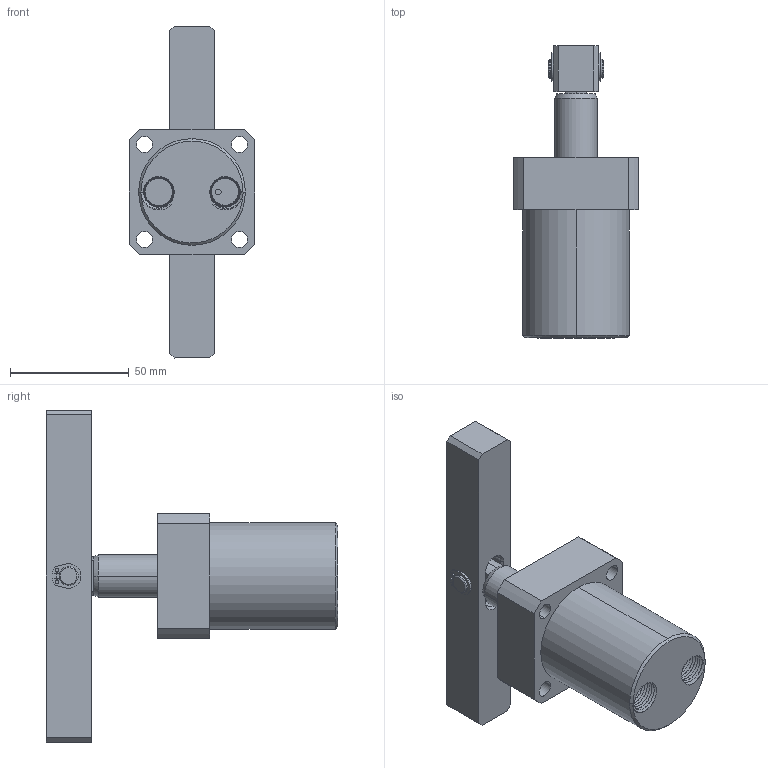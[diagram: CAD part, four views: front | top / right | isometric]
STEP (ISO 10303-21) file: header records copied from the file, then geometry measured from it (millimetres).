
FILE_DESCRIPTION (( 'STEP AP214' ), '1' );
FILE_NAME ('chs-fa25d_asm.STEP', '2019-05-16T10:38:29', ( '' ), ( '' ), 'SwSTEP 2.0', 'SolidWorks 2016', '' );
FILE_SCHEMA (( 'AUTOMOTIVE_DESIGN' ));
Length unit declared in the file: millimetre
Products named in the file (6): chs-fa25d_asm; CHS-FA25BT; Xiao; 轴8挡圈; CHS-25D-01_1; CHS-25D-02_1
Assembly tree (6 placements, depth 2):
  chs-fa25d_asm
    CHS-25D-02_1
    CHS-25D-01_1
    轴8挡圈  x2
    Xiao
    CHS-FA25BT
Bounding box: 53 x 123 x 140 mm (x, y, z)
Volume: 184891.6 mm3; surface area: 45453.6 mm2
Topology: 7 solids, 7 shells, 232 faces, 637 edges, 427 vertices
Faces by surface type: cylinder 91, cone 64, plane 61, bspline 16
Entity records: 19449 total; most frequent: CARTESIAN_POINT 14153, ORIENTED_EDGE 1130, DIRECTION 938, EDGE_CURVE 565, VERTEX_POINT 383, AXIS2_PLACEMENT_3D 376, EDGE_LOOP 244, ADVANCED_FACE 208
